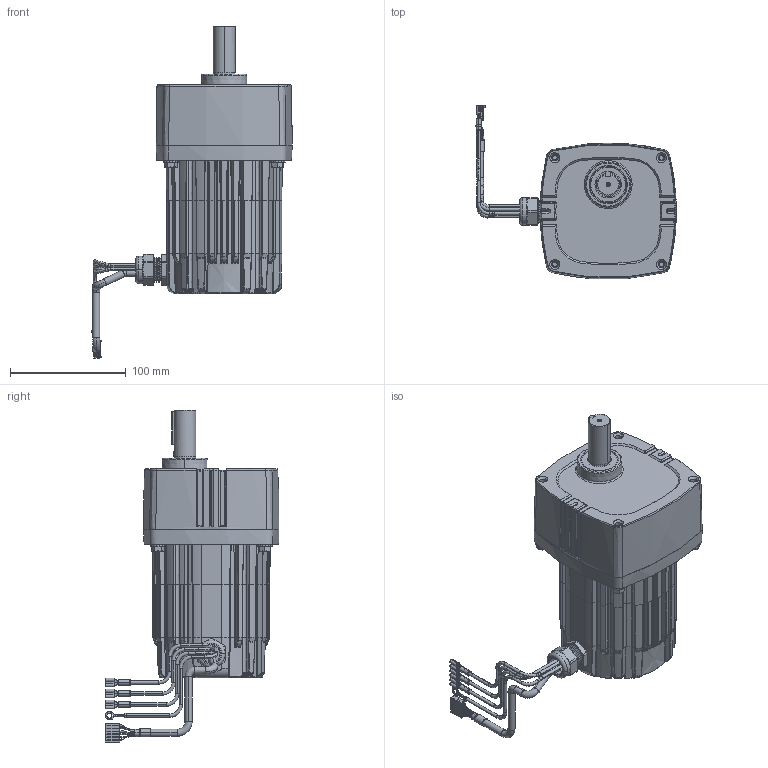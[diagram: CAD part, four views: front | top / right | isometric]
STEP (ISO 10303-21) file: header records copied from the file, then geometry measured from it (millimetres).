
FILE_DESCRIPTION (( 'STEP AP203' ), '1' );
FILE_NAME ('INFM0278.STEP', '2015-11-05T14:52:44', ( 'admin' ), ( '' ), 'SwSTEP 2.0', 'SolidWorks 2014', '' );
FILE_SCHEMA (( 'CONFIG_CONTROL_DESIGN' ));
Length unit declared in the file: inch
Products named in the file (11): 54606510_54606510; 51400002_51400002; 54101015_54101015; 57300029_57300029; 491az002_491AZ002; 114AZ002_114AZ002; 54101155_54101155; 328AZ002_328AZ002; INFM0278; 342AZ002_342AZ002; 339AZ002_339AZ002
Assembly tree (16 placements, depth 2):
  INFM0278
    114AZ002_114AZ002
    328AZ002_328AZ002
    342AZ002_342AZ002
    339AZ002_339AZ002
    54606510_54606510
    51400002_51400002
    54101015_54101015  x4
    57300029_57300029
    491az002_491AZ002
    54101155_54101155  x4
Bounding box: 173.29 x 150.23 x 286.75 mm (x, y, z)
Volume: 1382827.3 mm3; surface area: 205822.7 mm2
Topology: 35 solids, 36 shells, 2816 faces, 7127 edges, 4419 vertices
Faces by surface type: plane 1013, cylinder 684, bspline 607, cone 297, torus 187, sphere 28
Entity records: 95319 total; most frequent: CARTESIAN_POINT 36916, ORIENTED_EDGE 12922, DIRECTION 10788, EDGE_CURVE 6461, AXIS2_PLACEMENT_3D 4184, VERTEX_POINT 4041, EDGE_LOOP 2634, FACE_OUTER_BOUND 2525
